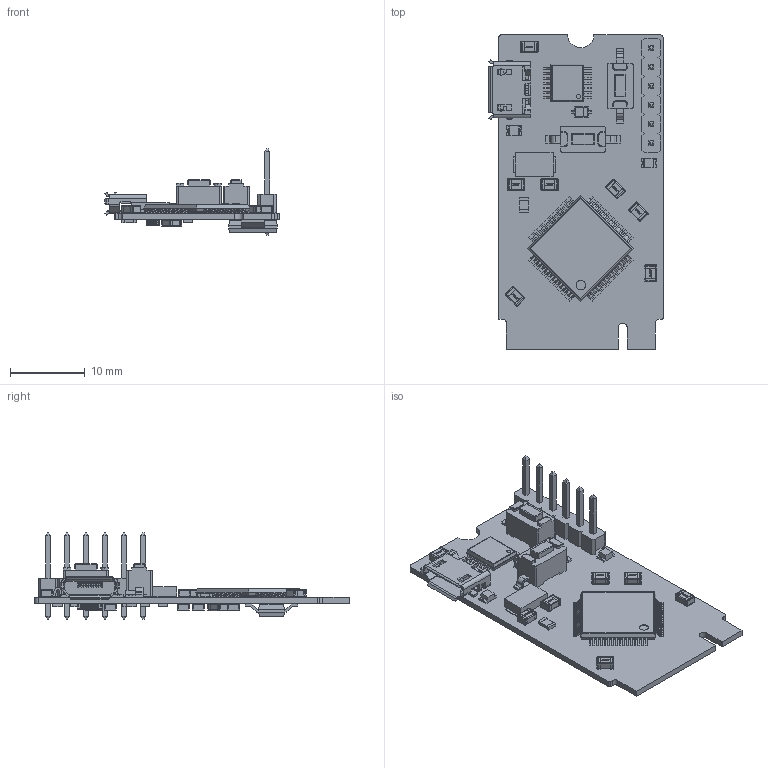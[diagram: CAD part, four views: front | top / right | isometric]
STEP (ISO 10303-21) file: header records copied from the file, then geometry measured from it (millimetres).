
FILE_DESCRIPTION(('Open CASCADE Model'),'2;1');
FILE_NAME('Open CASCADE Shape Model','2023-07-23T14:48:25',('Author'),( 'Open CASCADE'),'Open CASCADE STEP processor 7.5','Open CASCADE 7.5' ,'Unknown');
FILE_SCHEMA(('AUTOMOTIVE_DESIGN { 1 0 10303 214 1 1 1 1 }'));
Length unit declared in the file: millimetre
Products named in the file (66): PCB; Board; Open CASCADE STEP translator 7.5 1.1.1; D3; SOD-323; S2; 6157340288; S1; 6157341968; R1; R0805; R2; R10; R9; D2; 6157344208; IC2; 6157343568; Body; PinsArrayLR; C13; C0805; Open CASCADE STEP translator 7.5 1.11.1.1; Open CASCADE STEP translator 7.5 1.11.1.2; Open CASCADE STEP translator 7.5 1.11.1.3; Open CASCADE STEP translator 7.5 1.11.1.4; Open CASCADE STEP translator 7.5 1.11.1.5; Open CASCADE STEP translator 7.5 1.11.1.6; R8; IC3; 6157340448; PinsArrayL; FilletPinR; D1; IC1; 6157340208; PinsArrayTB; Y1; 6157341888; Pins ...
Assembly tree (86 placements, depth 4):
  PCB
    Board
      Open CASCADE STEP translator 7.5 1.1.1
    D3
      SOD-323
    S2
      6157340288
    S1
      6157341968
    R1
      R0805
    R2
      R0805
    R10
      R0805
    R9
      R0805
    D2
      6157344208
    IC2
      6157343568
        Body
        PinsArrayLR
    C13
      C0805
        Open CASCADE STEP translator 7.5 1.11.1.1
        Open CASCADE STEP translator 7.5 1.11.1.2
        Open CASCADE STEP translator 7.5 1.11.1.3
        Open CASCADE STEP translator 7.5 1.11.1.4
        Open CASCADE STEP translator 7.5 1.11.1.5
        Open CASCADE STEP translator 7.5 1.11.1.6
    R8
      R0805
    IC3
      6157340448
        Body
        PinsArrayL
        FilletPinR
    D1
      6157344208
    IC1
      6157340208
        Body
        PinsArrayLR
        PinsArrayTB
    Y1
      6157341888
        Body
        Pins
    R7
      R0805
    R6
      R0805
    R5
      R0805
    R3
      R0805
    J2
      g800w302xxxeu
    j1
Bounding box: 23.27 x 42 x 11.6 mm (x, y, z)
Volume: 1294.4 mm3; surface area: 3890.3 mm2
Topology: 204 solids, 204 shells, 4929 faces, 12379 edges, 7574 vertices
Faces by surface type: plane 3251, cylinder 1212, sphere 328, torus 112, bspline 22, cone 4
Full cylindrical faces by diameter (mm): 0.438 x1, 0.55 x1, 1.1 x6, 1.25 x1
Entity records: 84959 total; most frequent: CARTESIAN_POINT 14210, ORIENTED_EDGE 13520, DIRECTION 13234, EDGE_CURVE 6760, LINE 5532, VECTOR 5532, VERTEX_POINT 4388, AXIS2_PLACEMENT_3D 3851
